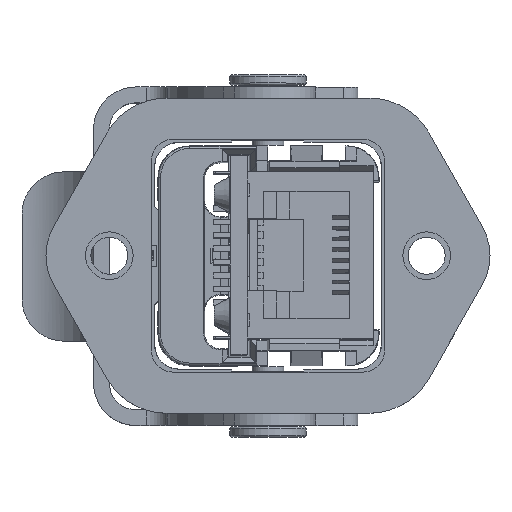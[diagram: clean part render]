
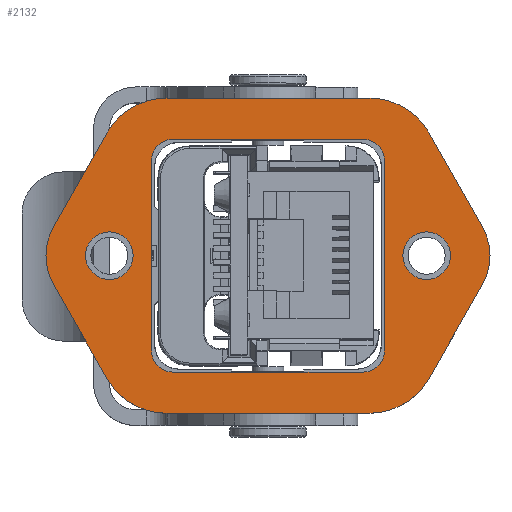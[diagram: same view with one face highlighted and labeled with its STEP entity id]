
A CAD part, top view. The second image highlights one B-rep face of the part: STEP entity #2132.
In plain terms, the highlighted planar face has unit normal (0, 0, 1).
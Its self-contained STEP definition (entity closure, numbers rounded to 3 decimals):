
#340=FACE_BOUND('',#4855,.T.);
#341=FACE_BOUND('',#4856,.T.);
#342=FACE_BOUND('',#4857,.T.);
#343=FACE_BOUND('',#4858,.T.);
#1145=CIRCLE('',#20170,6.55);
#1147=CIRCLE('',#20174,5.55);
#1149=CIRCLE('',#20178,6.55);
#1151=CIRCLE('',#20182,6.55);
#1153=CIRCLE('',#20186,5.55);
#1155=CIRCLE('',#20190,6.55);
#1156=CIRCLE('',#20196,2.25);
#1157=CIRCLE('',#20198,2.25);
#1158=CIRCLE('',#20201,2.);
#1159=CIRCLE('',#20202,2.);
#1160=CIRCLE('',#20203,2.);
#1161=CIRCLE('',#20204,2.);
#2132=ADVANCED_FACE('',(#340,#341,#342,#343),#2912,.T.);
#2912=PLANE('',#20205);
#4855=EDGE_LOOP('',(#9949,#9950,#9951,#9952,#9953,#9954,#9955,#9956,#9957,
#9958,#9959,#9960));
#4856=EDGE_LOOP('',(#9961));
#4857=EDGE_LOOP('',(#9962));
#4858=EDGE_LOOP('',(#9963,#9964,#9965,#9966,#9967,#9968,#9969,#9970,#9971,
#9972,#9973,#9974));
#9949=ORIENTED_EDGE('',*,*,#14662,.F.);
#9950=ORIENTED_EDGE('',*,*,#14661,.F.);
#9951=ORIENTED_EDGE('',*,*,#14670,.T.);
#9952=ORIENTED_EDGE('',*,*,#14663,.T.);
#9953=ORIENTED_EDGE('',*,*,#14671,.T.);
#9954=ORIENTED_EDGE('',*,*,#14650,.F.);
#9955=ORIENTED_EDGE('',*,*,#14654,.F.);
#9956=ORIENTED_EDGE('',*,*,#14653,.F.);
#9957=ORIENTED_EDGE('',*,*,#14672,.T.);
#9958=ORIENTED_EDGE('',*,*,#14656,.T.);
#9959=ORIENTED_EDGE('',*,*,#14673,.T.);
#9960=ORIENTED_EDGE('',*,*,#14658,.F.);
#9961=ORIENTED_EDGE('',*,*,#14667,.F.);
#9962=ORIENTED_EDGE('',*,*,#14666,.F.);
#9963=ORIENTED_EDGE('',*,*,#14619,.T.);
#9964=ORIENTED_EDGE('',*,*,#14622,.T.);
#9965=ORIENTED_EDGE('',*,*,#14625,.T.);
#9966=ORIENTED_EDGE('',*,*,#14628,.F.);
#9967=ORIENTED_EDGE('',*,*,#14631,.T.);
#9968=ORIENTED_EDGE('',*,*,#14634,.T.);
#9969=ORIENTED_EDGE('',*,*,#14637,.T.);
#9970=ORIENTED_EDGE('',*,*,#14640,.T.);
#9971=ORIENTED_EDGE('',*,*,#14643,.F.);
#9972=ORIENTED_EDGE('',*,*,#14646,.F.);
#9973=ORIENTED_EDGE('',*,*,#14649,.T.);
#9974=ORIENTED_EDGE('',*,*,#14669,.F.);
#11989=VERTEX_POINT('',#35121);
#11992=VERTEX_POINT('',#35126);
#11994=VERTEX_POINT('',#35132);
#11996=VERTEX_POINT('',#35138);
#11998=VERTEX_POINT('',#35144);
#12000=VERTEX_POINT('',#35150);
#12002=VERTEX_POINT('',#35156);
#12004=VERTEX_POINT('',#35162);
#12006=VERTEX_POINT('',#35168);
#12008=VERTEX_POINT('',#35174);
#12010=VERTEX_POINT('',#35180);
#12012=VERTEX_POINT('',#35186);
#12013=VERTEX_POINT('',#35190);
#12014=VERTEX_POINT('',#35191);
#12015=VERTEX_POINT('',#35194);
#12016=VERTEX_POINT('',#35196);
#12017=VERTEX_POINT('',#35200);
#12018=VERTEX_POINT('',#35202);
#12019=VERTEX_POINT('',#35206);
#12020=VERTEX_POINT('',#35207);
#12021=VERTEX_POINT('',#35210);
#12022=VERTEX_POINT('',#35212);
#12023=VERTEX_POINT('',#35216);
#12024=VERTEX_POINT('',#35217);
#12025=VERTEX_POINT('',#35222);
#12026=VERTEX_POINT('',#35225);
#14619=EDGE_CURVE('',#11989,#11992,#1145,.T.);
#14622=EDGE_CURVE('',#11992,#11994,#16766,.T.);
#14625=EDGE_CURVE('',#11994,#11996,#1147,.T.);
#14628=EDGE_CURVE('',#11998,#11996,#16770,.T.);
#14631=EDGE_CURVE('',#11998,#12000,#1149,.T.);
#14634=EDGE_CURVE('',#12000,#12002,#16774,.T.);
#14637=EDGE_CURVE('',#12002,#12004,#1151,.T.);
#14640=EDGE_CURVE('',#12004,#12006,#16778,.T.);
#14643=EDGE_CURVE('',#12008,#12006,#1153,.T.);
#14646=EDGE_CURVE('',#12010,#12008,#16782,.T.);
#14649=EDGE_CURVE('',#12010,#12012,#1155,.T.);
#14650=EDGE_CURVE('',#12013,#12014,#16784,.T.);
#14653=EDGE_CURVE('',#12015,#12016,#16787,.T.);
#14654=EDGE_CURVE('',#12016,#12013,#16788,.T.);
#14656=EDGE_CURVE('',#12018,#12017,#16790,.T.);
#14658=EDGE_CURVE('',#12019,#12020,#16792,.T.);
#14661=EDGE_CURVE('',#12021,#12022,#16795,.T.);
#14662=EDGE_CURVE('',#12022,#12019,#16796,.T.);
#14663=EDGE_CURVE('',#12023,#12024,#16797,.T.);
#14666=EDGE_CURVE('',#12025,#12025,#1156,.T.);
#14667=EDGE_CURVE('',#12026,#12026,#1157,.T.);
#14669=EDGE_CURVE('',#11989,#12012,#16801,.T.);
#14670=EDGE_CURVE('',#12021,#12023,#1158,.T.);
#14671=EDGE_CURVE('',#12024,#12014,#1159,.T.);
#14672=EDGE_CURVE('',#12015,#12018,#1160,.T.);
#14673=EDGE_CURVE('',#12017,#12020,#1161,.T.);
#16766=LINE('',#35133,#18816);
#16770=LINE('',#35145,#18820);
#16774=LINE('',#35157,#18824);
#16778=LINE('',#35169,#18828);
#16782=LINE('',#35181,#18832);
#16784=LINE('',#35189,#18834);
#16787=LINE('',#35195,#18837);
#16788=LINE('',#35197,#18838);
#16790=LINE('',#35201,#18840);
#16792=LINE('',#35205,#18842);
#16795=LINE('',#35211,#18845);
#16796=LINE('',#35213,#18846);
#16797=LINE('',#35215,#18847);
#16801=LINE('',#35228,#18851);
#18816=VECTOR('',#24738,1.);
#18820=VECTOR('',#24750,1.);
#18824=VECTOR('',#24762,1.);
#18828=VECTOR('',#24774,1.);
#18832=VECTOR('',#24786,1.);
#18834=VECTOR('',#24796,1.);
#18837=VECTOR('',#24799,1.);
#18838=VECTOR('',#24800,1.);
#18840=VECTOR('',#24804,1.);
#18842=VECTOR('',#24808,1.);
#18845=VECTOR('',#24811,1.);
#18846=VECTOR('',#24812,1.);
#18847=VECTOR('',#24815,1.);
#18851=VECTOR('',#24829,1.);
#20170=AXIS2_PLACEMENT_3D('',#35127,#24732,#24733);
#20174=AXIS2_PLACEMENT_3D('',#35139,#24744,#24745);
#20178=AXIS2_PLACEMENT_3D('',#35151,#24756,#24757);
#20182=AXIS2_PLACEMENT_3D('',#35163,#24768,#24769);
#20186=AXIS2_PLACEMENT_3D('',#35175,#24780,#24781);
#20190=AXIS2_PLACEMENT_3D('',#35187,#24792,#24793);
#20196=AXIS2_PLACEMENT_3D('',#35221,#24820,#24821);
#20198=AXIS2_PLACEMENT_3D('',#35224,#24824,#24825);
#20201=AXIS2_PLACEMENT_3D('',#35230,#24832,#24833);
#20202=AXIS2_PLACEMENT_3D('',#35231,#24834,#24835);
#20203=AXIS2_PLACEMENT_3D('',#35232,#24836,#24837);
#20204=AXIS2_PLACEMENT_3D('',#35233,#24838,#24839);
#20205=AXIS2_PLACEMENT_3D('',#35234,#24840,#24841);
#24732=DIRECTION('',(0.,0.,1.));
#24733=DIRECTION('',(1.,0.,0.));
#24738=DIRECTION('',(0.494,0.87,0.));
#24744=DIRECTION('',(0.,0.,1.));
#24745=DIRECTION('',(1.,0.,0.));
#24750=DIRECTION('',(0.494,-0.87,0.));
#24756=DIRECTION('',(0.,0.,1.));
#24757=DIRECTION('',(1.,0.,0.));
#24762=DIRECTION('',(-1.,0.,0.));
#24768=DIRECTION('',(0.,0.,1.));
#24769=DIRECTION('',(1.,0.,0.));
#24774=DIRECTION('',(-0.494,-0.87,0.));
#24780=DIRECTION('',(0.,0.,-1.));
#24781=DIRECTION('',(1.,0.,0.));
#24786=DIRECTION('',(-0.494,0.87,0.));
#24792=DIRECTION('',(0.,0.,1.));
#24793=DIRECTION('',(1.,0.,0.));
#24796=DIRECTION('',(-1.,0.,0.));
#24799=DIRECTION('',(-1.,0.,0.));
#24800=DIRECTION('',(-1.,0.,0.));
#24804=DIRECTION('',(0.,-1.,0.));
#24808=DIRECTION('',(1.,0.,0.));
#24811=DIRECTION('',(1.,0.,0.));
#24812=DIRECTION('',(1.,0.,0.));
#24815=DIRECTION('',(0.,1.,0.));
#24820=DIRECTION('',(0.,0.,1.));
#24821=DIRECTION('',(1.,0.,0.));
#24824=DIRECTION('',(0.,0.,1.));
#24825=DIRECTION('',(1.,0.,0.));
#24829=DIRECTION('',(-1.,0.,0.));
#24832=DIRECTION('',(0.,0.,-1.));
#24833=DIRECTION('',(1.,0.,0.));
#24834=DIRECTION('',(0.,0.,-1.));
#24835=DIRECTION('',(1.,0.,0.));
#24836=DIRECTION('',(0.,0.,-1.));
#24837=DIRECTION('',(1.,0.,0.));
#24838=DIRECTION('',(0.,0.,-1.));
#24839=DIRECTION('',(1.,0.,0.));
#24840=DIRECTION('',(0.,0.,1.));
#24841=DIRECTION('',(-1.,0.,0.));
#35121=CARTESIAN_POINT('',(9.546,-14.901,0.));
#35126=CARTESIAN_POINT('',(15.241,-11.586,0.));
#35127=CARTESIAN_POINT('',(9.546,-8.351,0.));
#35132=CARTESIAN_POINT('',(20.265,-2.741,0.));
#35133=CARTESIAN_POINT('',(19.579,-3.949,0.));
#35138=CARTESIAN_POINT('',(20.265,2.741,0.));
#35139=CARTESIAN_POINT('',(15.439,0.,0.));
#35144=CARTESIAN_POINT('',(15.241,11.586,0.));
#35145=CARTESIAN_POINT('',(9.273,22.094,0.));
#35150=CARTESIAN_POINT('',(9.546,14.901,0.));
#35151=CARTESIAN_POINT('',(9.546,8.351,0.));
#35156=CARTESIAN_POINT('',(-9.546,14.901,0.));
#35157=CARTESIAN_POINT('',(-8.5,14.901,0.));
#35162=CARTESIAN_POINT('',(-15.241,11.586,0.));
#35163=CARTESIAN_POINT('',(-9.546,8.351,0.));
#35168=CARTESIAN_POINT('',(-20.265,2.741,0.));
#35169=CARTESIAN_POINT('',(-13.419,14.794,0.));
#35174=CARTESIAN_POINT('',(-20.265,-2.741,0.));
#35175=CARTESIAN_POINT('',(-15.439,0.,0.));
#35180=CARTESIAN_POINT('',(-15.241,-11.586,0.));
#35181=CARTESIAN_POINT('',(-23.726,3.351,0.));
#35186=CARTESIAN_POINT('',(-9.546,-14.901,0.));
#35187=CARTESIAN_POINT('',(-9.546,-8.351,0.));
#35189=CARTESIAN_POINT('',(-8.5,11.,0.));
#35190=CARTESIAN_POINT('',(-3.403,11.,0.));
#35191=CARTESIAN_POINT('',(-9.,11.,0.));
#35194=CARTESIAN_POINT('',(9.,11.,0.));
#35195=CARTESIAN_POINT('',(-8.5,11.,0.));
#35196=CARTESIAN_POINT('',(3.403,11.,0.));
#35197=CARTESIAN_POINT('',(-8.5,11.,0.));
#35200=CARTESIAN_POINT('',(11.,-9.,0.));
#35201=CARTESIAN_POINT('',(11.,12.,0.));
#35202=CARTESIAN_POINT('',(11.,9.,0.));
#35205=CARTESIAN_POINT('',(-8.5,-11.,0.));
#35206=CARTESIAN_POINT('',(3.403,-11.,0.));
#35207=CARTESIAN_POINT('',(9.,-11.,0.));
#35210=CARTESIAN_POINT('',(-9.,-11.,0.));
#35211=CARTESIAN_POINT('',(-8.5,-11.,0.));
#35212=CARTESIAN_POINT('',(-3.403,-11.,0.));
#35213=CARTESIAN_POINT('',(-8.5,-11.,0.));
#35215=CARTESIAN_POINT('',(-11.,12.,0.));
#35216=CARTESIAN_POINT('',(-11.,-9.,0.));
#35217=CARTESIAN_POINT('',(-11.,9.,0.));
#35221=CARTESIAN_POINT('',(15.,0.,0.));
#35222=CARTESIAN_POINT('',(17.25,0.,0.));
#35224=CARTESIAN_POINT('',(-15.,0.,0.));
#35225=CARTESIAN_POINT('',(-12.75,0.,0.));
#35228=CARTESIAN_POINT('',(-8.5,-14.901,0.));
#35230=CARTESIAN_POINT('',(-9.,-9.,0.));
#35231=CARTESIAN_POINT('',(-9.,9.,0.));
#35232=CARTESIAN_POINT('',(9.,9.,0.));
#35233=CARTESIAN_POINT('',(9.,-9.,0.));
#35234=CARTESIAN_POINT('',(-8.5,12.,0.));
